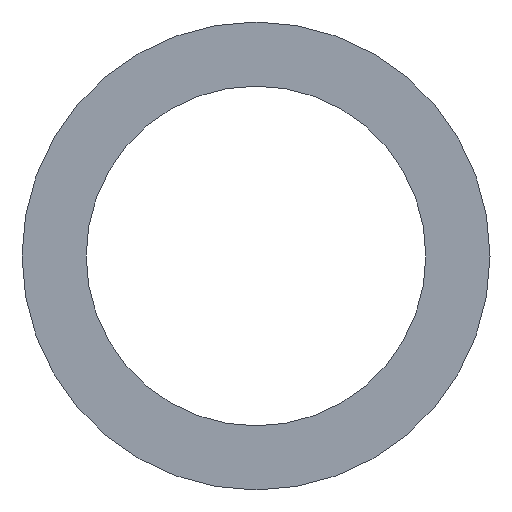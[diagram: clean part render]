
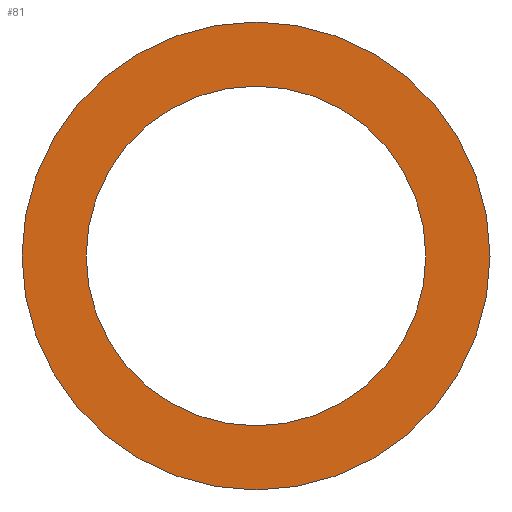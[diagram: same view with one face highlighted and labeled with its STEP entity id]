
A CAD part, left-side view. The second image highlights one B-rep face of the part: STEP entity #81.
In plain terms, the highlighted planar face has unit normal (-1, 0, 0).
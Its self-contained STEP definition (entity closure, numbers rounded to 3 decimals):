
#51 = EDGE_CURVE( '', #57, #69, #121, .T. );
#55 = EDGE_CURVE( '', #91, #77, #126, .T. );
#57 = VERTEX_POINT( '', #128 );
#61 = EDGE_CURVE( '', #77, #91, #133, .T. );
#67 = EDGE_CURVE( '', #69, #57, #141, .T. );
#69 = VERTEX_POINT( '', #143 );
#77 = VERTEX_POINT( '', #151 );
#81 = ADVANCED_FACE( '', ( #157, #158 ), #159, .F. );
#91 = VERTEX_POINT( '', #169 );
#121 = CIRCLE( '', #190, 72.6 );
#126 = CIRCLE( '', #196, 100. );
#128 = CARTESIAN_POINT( '', ( 0., 0., 72.6 ) );
#133 = CIRCLE( '', #204, 100. );
#141 = CIRCLE( '', #213, 72.6 );
#143 = CARTESIAN_POINT( '', ( 0., 0., -72.6 ) );
#151 = CARTESIAN_POINT( '', ( 0., 0., -100. ) );
#157 = FACE_OUTER_BOUND( '', #232, .T. );
#158 = FACE_BOUND( '', #233, .T. );
#159 = PLANE( '', #234 );
#169 = CARTESIAN_POINT( '', ( 0., 0., 100. ) );
#190 = AXIS2_PLACEMENT_3D( '', #266, #267, #268 );
#196 = AXIS2_PLACEMENT_3D( '', #277, #278, #279 );
#204 = AXIS2_PLACEMENT_3D( '', #288, #289, #290 );
#213 = AXIS2_PLACEMENT_3D( '', #307, #308, #309 );
#232 = EDGE_LOOP( '', ( #322, #323 ) );
#233 = EDGE_LOOP( '', ( #324, #325 ) );
#234 = AXIS2_PLACEMENT_3D( '', #326, #327, #328 );
#266 = CARTESIAN_POINT( '', ( 0., 0., 0. ) );
#267 = DIRECTION( '', ( 1., 0., 0. ) );
#268 = DIRECTION( '', ( 0., 0., -1. ) );
#277 = CARTESIAN_POINT( '', ( 0., 0., 0. ) );
#278 = DIRECTION( '', ( 1., 0., 0. ) );
#279 = DIRECTION( '', ( 0., 0., -1. ) );
#288 = CARTESIAN_POINT( '', ( 0., 0., 0. ) );
#289 = DIRECTION( '', ( 1., 0., 0. ) );
#290 = DIRECTION( '', ( 0., 0., -1. ) );
#307 = CARTESIAN_POINT( '', ( 0., 0., 0. ) );
#308 = DIRECTION( '', ( 1., 0., 0. ) );
#309 = DIRECTION( '', ( 0., 0., -1. ) );
#322 = ORIENTED_EDGE( '', *, *, #61, .F. );
#323 = ORIENTED_EDGE( '', *, *, #55, .F. );
#324 = ORIENTED_EDGE( '', *, *, #67, .T. );
#325 = ORIENTED_EDGE( '', *, *, #51, .T. );
#326 = CARTESIAN_POINT( '', ( 0., 0., 0. ) );
#327 = DIRECTION( '', ( 1., 0., 0. ) );
#328 = DIRECTION( '', ( 0., 0., -1. ) );
